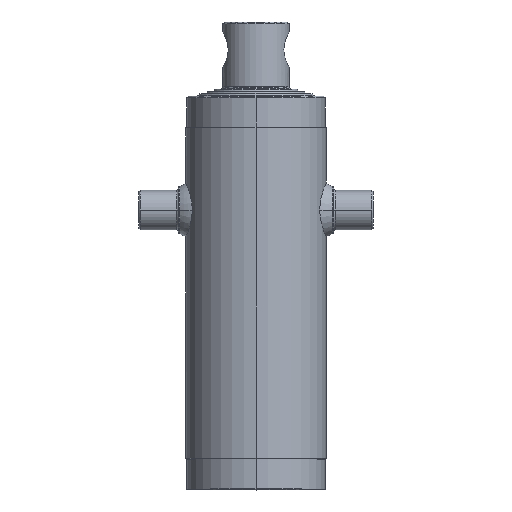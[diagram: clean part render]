
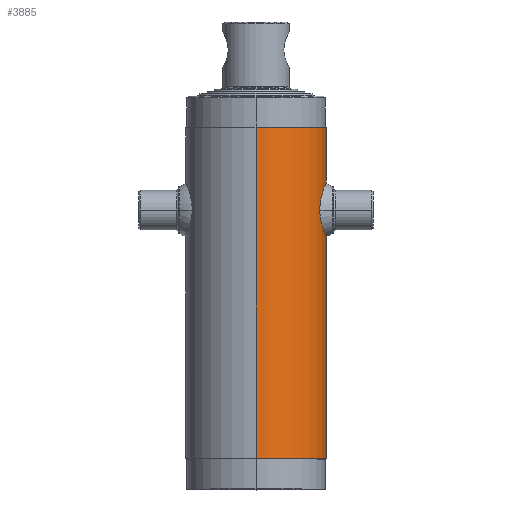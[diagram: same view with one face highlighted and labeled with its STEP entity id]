
A CAD part, top view. The second image highlights one B-rep face of the part: STEP entity #3885.
In plain terms, the highlighted cylindrical face has radius 88.9 mm (diameter 177.8 mm), a partial arc.
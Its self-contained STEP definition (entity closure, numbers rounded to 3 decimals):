
#930 = DIRECTION ( 'NONE',  ( 0., -1., 0. ) ) ;
#933 = EDGE_CURVE ( 'NONE', #8132, #3233, #1999, .T. ) ;
#1044 = EDGE_CURVE ( 'NONE', #4576, #6907, #1866, .T. ) ;
#1106 = CARTESIAN_POINT ( 'NONE',  ( 0., 458., 0. ) ) ;
#1774 = DIRECTION ( 'NONE',  ( 0., 0., -1. ) ) ;
#1810 = DIRECTION ( 'NONE',  ( 0., -1., 0. ) ) ;
#1866 = CIRCLE ( 'NONE', #2590, 88.9 ) ;
#1999 = CIRCLE ( 'NONE', #8008, 88.9 ) ;
#2590 = AXIS2_PLACEMENT_3D ( 'NONE', #8283, #3992, #8991 ) ;
#3233 = VERTEX_POINT ( 'NONE', #4893 ) ;
#3571 = EDGE_CURVE ( 'NONE', #3233, #6907, #4944, .T. ) ;
#3661 = CARTESIAN_POINT ( 'NONE',  ( 0., -26.623, 0. ) ) ;
#3705 = CARTESIAN_POINT ( 'NONE',  ( 0., 40., -88.9 ) ) ;
#3885 = ADVANCED_FACE ( 'NONE', ( #4209 ), #4181, .T. ) ;
#3968 = CARTESIAN_POINT ( 'NONE',  ( 0., -26.623, 88.9 ) ) ;
#3992 = DIRECTION ( 'NONE',  ( 0., -1., 0. ) ) ;
#4181 = CYLINDRICAL_SURFACE ( 'NONE', #5303, 88.9 ) ;
#4187 = CARTESIAN_POINT ( 'NONE',  ( 0., 458., -88.9 ) ) ;
#4209 = FACE_OUTER_BOUND ( 'NONE', #7002, .T. ) ;
#4576 = VERTEX_POINT ( 'NONE', #3705 ) ;
#4686 = DIRECTION ( 'NONE',  ( 0., -1., 0. ) ) ;
#4893 = CARTESIAN_POINT ( 'NONE',  ( 0., 458., 88.9 ) ) ;
#4944 = LINE ( 'NONE', #3968, #4959 ) ;
#4959 = VECTOR ( 'NONE', #4686, 1000. ) ;
#5303 = AXIS2_PLACEMENT_3D ( 'NONE', #3661, #930, #8643 ) ;
#5979 = DIRECTION ( 'NONE',  ( 0., -1., 0. ) ) ;
#6815 = EDGE_CURVE ( 'NONE', #8132, #4576, #7267, .T. ) ;
#6907 = VERTEX_POINT ( 'NONE', #8967 ) ;
#7002 = EDGE_LOOP ( 'NONE', ( #7867, #7735, #7577, #7077 ) ) ;
#7077 = ORIENTED_EDGE ( 'NONE', *, *, #6815, .F. ) ;
#7258 = VECTOR ( 'NONE', #1810, 1000. ) ;
#7267 = LINE ( 'NONE', #7440, #7258 ) ;
#7440 = CARTESIAN_POINT ( 'NONE',  ( 0., -26.623, -88.9 ) ) ;
#7577 = ORIENTED_EDGE ( 'NONE', *, *, #1044, .F. ) ;
#7735 = ORIENTED_EDGE ( 'NONE', *, *, #3571, .T. ) ;
#7867 = ORIENTED_EDGE ( 'NONE', *, *, #933, .T. ) ;
#8008 = AXIS2_PLACEMENT_3D ( 'NONE', #1106, #5979, #1774 ) ;
#8132 = VERTEX_POINT ( 'NONE', #4187 ) ;
#8283 = CARTESIAN_POINT ( 'NONE',  ( 0., 40., 0. ) ) ;
#8643 = DIRECTION ( 'NONE',  ( 0., 0., -1. ) ) ;
#8967 = CARTESIAN_POINT ( 'NONE',  ( 0., 40., 88.9 ) ) ;
#8991 = DIRECTION ( 'NONE',  ( 0., 0., -1. ) ) ;
